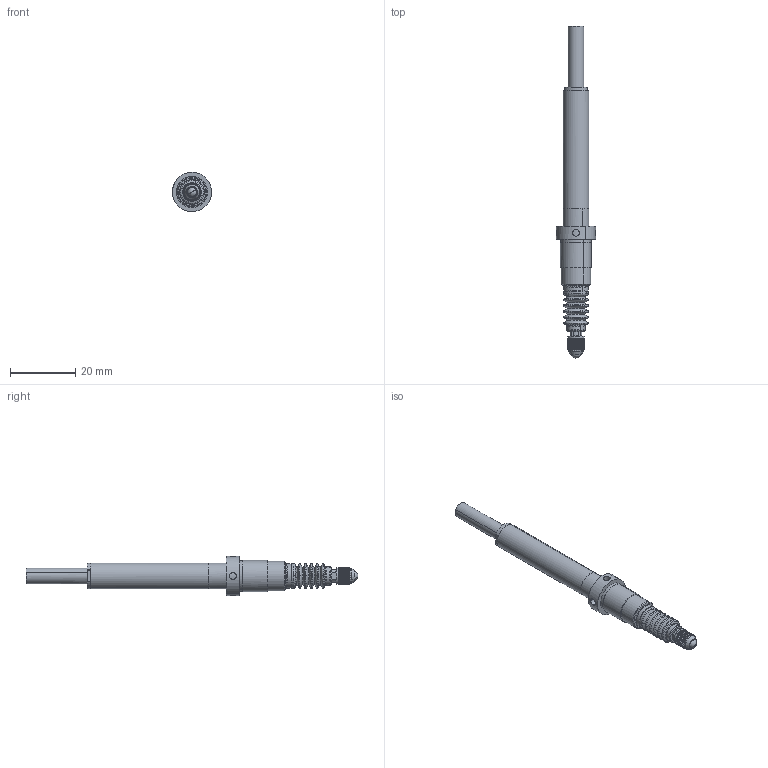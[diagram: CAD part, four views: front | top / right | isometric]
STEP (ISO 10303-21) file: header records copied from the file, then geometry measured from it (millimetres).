
FILE_DESCRIPTION(('CATIA V5 STEP'),'2;1');
FILE_NAME('805SFR.stp','2017-08-10T04:58:39+00:00',('none'),('none'),'CATIA Version 5 Release 19 SP 6 (IN-10)','CATIA V5 STEP AP214','none');
FILE_SCHEMA(('AUTOMOTIVE_DESIGN { 1 0 10303 214 1 1 1 1 }'));
Length unit declared in the file: millimetre
Products named in the file (1): 805SFR
Bounding box: 12 x 101.6 x 12 mm (x, y, z)
Volume: 4399.1 mm3; surface area: 2814.5 mm2
Topology: 1 solids, 1 shells, 308 faces, 797 edges, 505 vertices
Faces by surface type: cylinder 136, plane 72, torus 56, cone 42, sphere 2
Entity records: 9766 total; most frequent: CARTESIAN_POINT 2976, ORIENTED_EDGE 1590, DIRECTION 1058, EDGE_CURVE 795, AXIS2_PLACEMENT_3D 542, VERTEX_POINT 505, EDGE_LOOP 326, ADVANCED_FACE 308
